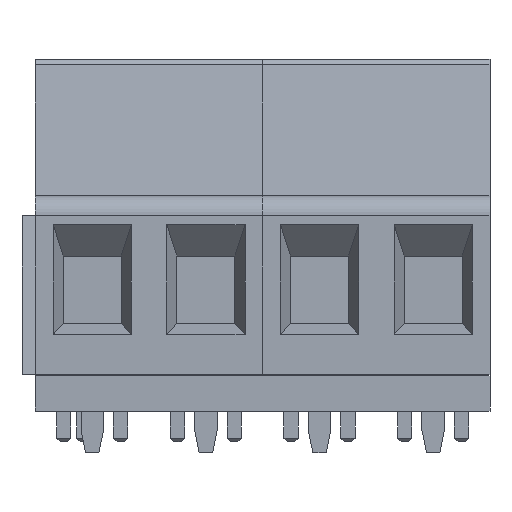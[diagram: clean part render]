
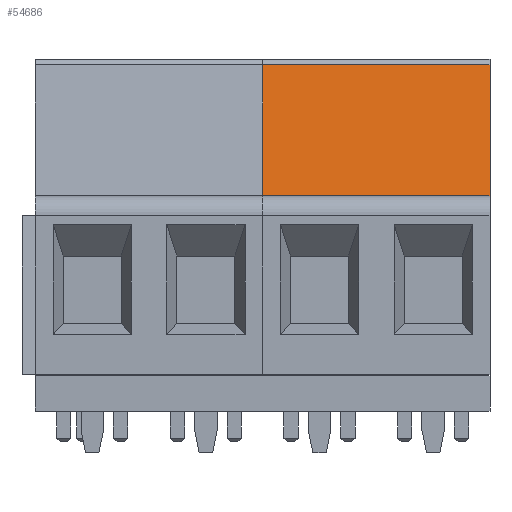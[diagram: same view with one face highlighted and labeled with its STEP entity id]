
A CAD part, front view. The second image highlights one B-rep face of the part: STEP entity #54686.
In plain terms, the highlighted face is planar.
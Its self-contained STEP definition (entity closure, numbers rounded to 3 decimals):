
#51725 = PLANE('',#51726);
#51726 = AXIS2_PLACEMENT_3D('',#51727,#51728,#51729);
#51727 = CARTESIAN_POINT('',(0.9,7.1,-12.7));
#51728 = DIRECTION('',(0.,0.,-1.));
#51729 = DIRECTION('',(-1.,0.,0.));
#51862 = VERTEX_POINT('',#51863);
#51863 = CARTESIAN_POINT('',(0.9,8.,-12.7));
#51878 = CYLINDRICAL_SURFACE('',#51879,0.9);
#51879 = AXIS2_PLACEMENT_3D('',#51880,#51881,#51882);
#51880 = CARTESIAN_POINT('',(0.9,7.1,-2.54));
#51881 = DIRECTION('',(0.,0.,-1.));
#51882 = DIRECTION('',(-1.,0.,0.));
#51890 = EDGE_CURVE('',#51862,#51891,#51893,.T.);
#51891 = VERTEX_POINT('',#51892);
#51892 = CARTESIAN_POINT('',(1.859,13.849,-12.7));
#51893 = SURFACE_CURVE('',#51894,(#51898,#51905),.PCURVE_S1.);
#51894 = LINE('',#51895,#51896);
#51895 = CARTESIAN_POINT('',(0.9,8.,-12.7));
#51896 = VECTOR('',#51897,1.);
#51897 = DIRECTION('',(0.162,0.987,0.));
#51898 = PCURVE('',#51725,#51899);
#51899 = DEFINITIONAL_REPRESENTATION('',(#51900),#51904);
#51900 = LINE('',#51901,#51902);
#51901 = CARTESIAN_POINT('',(0.,0.9));
#51902 = VECTOR('',#51903,1.);
#51903 = DIRECTION('',(-0.162,0.987));
#51904 = ( GEOMETRIC_REPRESENTATION_CONTEXT(2) 
PARAMETRIC_REPRESENTATION_CONTEXT() REPRESENTATION_CONTEXT('2D SPACE',''
  ) );
#51905 = PCURVE('',#51906,#51911);
#51906 = PLANE('',#51907);
#51907 = AXIS2_PLACEMENT_3D('',#51908,#51909,#51910);
#51908 = CARTESIAN_POINT('',(0.9,8.,-2.54));
#51909 = DIRECTION('',(-0.987,0.162,0.));
#51910 = DIRECTION('',(-0.162,-0.987,0.));
#51911 = DEFINITIONAL_REPRESENTATION('',(#51912),#51916);
#51912 = LINE('',#51913,#51914);
#51913 = CARTESIAN_POINT('',(-0.,-10.16));
#51914 = VECTOR('',#51915,1.);
#51915 = DIRECTION('',(-1.,0.));
#51916 = ( GEOMETRIC_REPRESENTATION_CONTEXT(2) 
PARAMETRIC_REPRESENTATION_CONTEXT() REPRESENTATION_CONTEXT('2D SPACE',''
  ) );
#51935 = CYLINDRICAL_SURFACE('',#51936,0.3);
#51936 = AXIS2_PLACEMENT_3D('',#51937,#51938,#51939);
#51937 = CARTESIAN_POINT('',(2.155,13.8,-2.54));
#51938 = DIRECTION('',(0.,0.,-1.));
#51939 = DIRECTION('',(-1.,0.,0.));
#53437 = PLANE('',#53438);
#53438 = AXIS2_PLACEMENT_3D('',#53439,#53440,#53441);
#53439 = CARTESIAN_POINT('',(0.9,7.1,-2.54));
#53440 = DIRECTION('',(0.,0.,-1.));
#53441 = DIRECTION('',(-1.,0.,0.));
#54382 = VERTEX_POINT('',#54383);
#54383 = CARTESIAN_POINT('',(0.9,8.,-2.54));
#54405 = EDGE_CURVE('',#54382,#54406,#54408,.T.);
#54406 = VERTEX_POINT('',#54407);
#54407 = CARTESIAN_POINT('',(1.859,13.849,-2.54));
#54408 = SURFACE_CURVE('',#54409,(#54413,#54420),.PCURVE_S1.);
#54409 = LINE('',#54410,#54411);
#54410 = CARTESIAN_POINT('',(0.9,8.,-2.54));
#54411 = VECTOR('',#54412,1.);
#54412 = DIRECTION('',(0.162,0.987,0.));
#54413 = PCURVE('',#53437,#54414);
#54414 = DEFINITIONAL_REPRESENTATION('',(#54415),#54419);
#54415 = LINE('',#54416,#54417);
#54416 = CARTESIAN_POINT('',(0.,0.9));
#54417 = VECTOR('',#54418,1.);
#54418 = DIRECTION('',(-0.162,0.987));
#54419 = ( GEOMETRIC_REPRESENTATION_CONTEXT(2) 
PARAMETRIC_REPRESENTATION_CONTEXT() REPRESENTATION_CONTEXT('2D SPACE',''
  ) );
#54420 = PCURVE('',#51906,#54421);
#54421 = DEFINITIONAL_REPRESENTATION('',(#54422),#54426);
#54422 = LINE('',#54423,#54424);
#54423 = CARTESIAN_POINT('',(0.,0.));
#54424 = VECTOR('',#54425,1.);
#54425 = DIRECTION('',(-1.,0.));
#54426 = ( GEOMETRIC_REPRESENTATION_CONTEXT(2) 
PARAMETRIC_REPRESENTATION_CONTEXT() REPRESENTATION_CONTEXT('2D SPACE',''
  ) );
#54665 = EDGE_CURVE('',#54406,#51891,#54666,.T.);
#54666 = SURFACE_CURVE('',#54667,(#54671,#54678),.PCURVE_S1.);
#54667 = LINE('',#54668,#54669);
#54668 = CARTESIAN_POINT('',(1.859,13.849,-2.54));
#54669 = VECTOR('',#54670,1.);
#54670 = DIRECTION('',(0.,0.,-1.));
#54671 = PCURVE('',#51935,#54672);
#54672 = DEFINITIONAL_REPRESENTATION('',(#54673),#54677);
#54673 = LINE('',#54674,#54675);
#54674 = CARTESIAN_POINT('',(0.162,0.));
#54675 = VECTOR('',#54676,1.);
#54676 = DIRECTION('',(0.,1.));
#54677 = ( GEOMETRIC_REPRESENTATION_CONTEXT(2) 
PARAMETRIC_REPRESENTATION_CONTEXT() REPRESENTATION_CONTEXT('2D SPACE',''
  ) );
#54678 = PCURVE('',#51906,#54679);
#54679 = DEFINITIONAL_REPRESENTATION('',(#54680),#54684);
#54680 = LINE('',#54681,#54682);
#54681 = CARTESIAN_POINT('',(-5.927,0.));
#54682 = VECTOR('',#54683,1.);
#54683 = DIRECTION('',(-0.,-1.));
#54684 = ( GEOMETRIC_REPRESENTATION_CONTEXT(2) 
PARAMETRIC_REPRESENTATION_CONTEXT() REPRESENTATION_CONTEXT('2D SPACE',''
  ) );
#54686 = ADVANCED_FACE('',(#54687),#51906,.T.);
#54687 = FACE_BOUND('',#54688,.T.);
#54688 = EDGE_LOOP('',(#54689,#54690,#54691,#54712));
#54689 = ORIENTED_EDGE('',*,*,#54665,.T.);
#54690 = ORIENTED_EDGE('',*,*,#51890,.F.);
#54691 = ORIENTED_EDGE('',*,*,#54692,.F.);
#54692 = EDGE_CURVE('',#54382,#51862,#54693,.T.);
#54693 = SURFACE_CURVE('',#54694,(#54698,#54705),.PCURVE_S1.);
#54694 = LINE('',#54695,#54696);
#54695 = CARTESIAN_POINT('',(0.9,8.,-2.54));
#54696 = VECTOR('',#54697,1.);
#54697 = DIRECTION('',(0.,0.,-1.));
#54698 = PCURVE('',#51906,#54699);
#54699 = DEFINITIONAL_REPRESENTATION('',(#54700),#54704);
#54700 = LINE('',#54701,#54702);
#54701 = CARTESIAN_POINT('',(0.,0.));
#54702 = VECTOR('',#54703,1.);
#54703 = DIRECTION('',(-0.,-1.));
#54704 = ( GEOMETRIC_REPRESENTATION_CONTEXT(2) 
PARAMETRIC_REPRESENTATION_CONTEXT() REPRESENTATION_CONTEXT('2D SPACE',''
  ) );
#54705 = PCURVE('',#51878,#54706);
#54706 = DEFINITIONAL_REPRESENTATION('',(#54707),#54711);
#54707 = LINE('',#54708,#54709);
#54708 = CARTESIAN_POINT('',(1.571,0.));
#54709 = VECTOR('',#54710,1.);
#54710 = DIRECTION('',(0.,1.));
#54711 = ( GEOMETRIC_REPRESENTATION_CONTEXT(2) 
PARAMETRIC_REPRESENTATION_CONTEXT() REPRESENTATION_CONTEXT('2D SPACE',''
  ) );
#54712 = ORIENTED_EDGE('',*,*,#54405,.T.);
